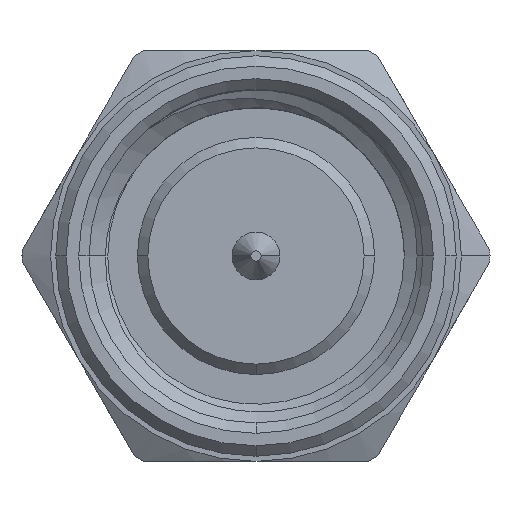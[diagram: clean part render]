
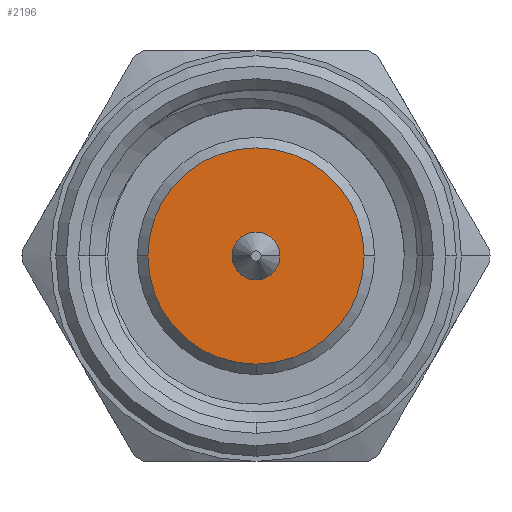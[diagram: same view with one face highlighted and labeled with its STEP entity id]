
A CAD part, left-side view. The second image highlights one B-rep face of the part: STEP entity #2196.
In plain terms, the highlighted planar face has unit normal (-1, 0, 0).
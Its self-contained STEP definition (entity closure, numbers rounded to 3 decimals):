
#285 = AXIS2_PLACEMENT_3D ( 'NONE', #4168, #6177, #5683 ) ;
#372 = DIRECTION ( 'NONE',  ( -1., 0., 0. ) ) ;
#491 = AXIS2_PLACEMENT_3D ( 'NONE', #1351, #1709, #757 ) ;
#716 = CARTESIAN_POINT ( 'NONE',  ( 3.15, 0., 0. ) ) ;
#757 = DIRECTION ( 'NONE',  ( 0., -1., 0. ) ) ;
#848 = VERTEX_POINT ( 'NONE', #3158 ) ;
#878 = ORIENTED_EDGE ( 'NONE', *, *, #2995, .F. ) ;
#1311 = CARTESIAN_POINT ( 'NONE',  ( 3.15, 0., 0. ) ) ;
#1326 = ORIENTED_EDGE ( 'NONE', *, *, #2267, .F. ) ;
#1351 = CARTESIAN_POINT ( 'NONE',  ( 3.15, 0., 0. ) ) ;
#1407 = VERTEX_POINT ( 'NONE', #2045 ) ;
#1542 = AXIS2_PLACEMENT_3D ( 'NONE', #1311, #4673, #3294 ) ;
#1647 = AXIS2_PLACEMENT_3D ( 'NONE', #4885, #372, #4396 ) ;
#1686 = EDGE_LOOP ( 'NONE', ( #1326, #3212 ) ) ;
#1709 = DIRECTION ( 'NONE',  ( 1., 0., 0. ) ) ;
#1724 = FACE_BOUND ( 'NONE', #1686, .T. ) ;
#1868 = DIRECTION ( 'NONE',  ( -1., 0., 0. ) ) ;
#1878 = CARTESIAN_POINT ( 'NONE',  ( 3.15, 0., -2.08 ) ) ;
#1999 = CIRCLE ( 'NONE', #6288, 0.46 ) ;
#2045 = CARTESIAN_POINT ( 'NONE',  ( 3.15, 0.46, 0. ) ) ;
#2142 = VERTEX_POINT ( 'NONE', #5152 ) ;
#2196 = ADVANCED_FACE ( 'NONE', ( #1724, #3712 ), #3183, .T. ) ;
#2267 = EDGE_CURVE ( 'NONE', #5464, #1407, #2783, .T. ) ;
#2285 = CARTESIAN_POINT ( 'NONE',  ( 3.15, 0., 0. ) ) ;
#2558 = EDGE_CURVE ( 'NONE', #2142, #6360, #2887, .T. ) ;
#2651 = DIRECTION ( 'NONE',  ( 0., -1., 0. ) ) ;
#2783 = CIRCLE ( 'NONE', #1647, 0.46 ) ;
#2887 = CIRCLE ( 'NONE', #491, 2.08 ) ;
#2995 = EDGE_CURVE ( 'NONE', #848, #2142, #4357, .T. ) ;
#3158 = CARTESIAN_POINT ( 'NONE',  ( 3.15, 2.08, 0. ) ) ;
#3183 = PLANE ( 'NONE',  #285 ) ;
#3212 = ORIENTED_EDGE ( 'NONE', *, *, #5271, .F. ) ;
#3294 = DIRECTION ( 'NONE',  ( 0., 1., 0. ) ) ;
#3566 = CIRCLE ( 'NONE', #5135, 2.08 ) ;
#3641 = CARTESIAN_POINT ( 'NONE',  ( 3.15, -0.46, 0. ) ) ;
#3712 = FACE_OUTER_BOUND ( 'NONE', #6059, .T. ) ;
#4168 = CARTESIAN_POINT ( 'NONE',  ( 3.15, 0., 0. ) ) ;
#4357 = CIRCLE ( 'NONE', #1542, 2.08 ) ;
#4396 = DIRECTION ( 'NONE',  ( 0., -1., 0. ) ) ;
#4673 = DIRECTION ( 'NONE',  ( 1., 0., 0. ) ) ;
#4768 = DIRECTION ( 'NONE',  ( 0., 1., 0. ) ) ;
#4885 = CARTESIAN_POINT ( 'NONE',  ( 3.15, 0., 0. ) ) ;
#4964 = EDGE_CURVE ( 'NONE', #6360, #848, #3566, .T. ) ;
#5096 = DIRECTION ( 'NONE',  ( 1., 0., 0. ) ) ;
#5135 = AXIS2_PLACEMENT_3D ( 'NONE', #716, #5096, #2651 ) ;
#5152 = CARTESIAN_POINT ( 'NONE',  ( 3.15, -2.08, 0. ) ) ;
#5271 = EDGE_CURVE ( 'NONE', #1407, #5464, #1999, .T. ) ;
#5464 = VERTEX_POINT ( 'NONE', #3641 ) ;
#5660 = ORIENTED_EDGE ( 'NONE', *, *, #2558, .F. ) ;
#5683 = DIRECTION ( 'NONE',  ( 0., 0., 1. ) ) ;
#5967 = ORIENTED_EDGE ( 'NONE', *, *, #4964, .F. ) ;
#6059 = EDGE_LOOP ( 'NONE', ( #5660, #878, #5967 ) ) ;
#6177 = DIRECTION ( 'NONE',  ( -1., 0., 0. ) ) ;
#6288 = AXIS2_PLACEMENT_3D ( 'NONE', #2285, #1868, #4768 ) ;
#6360 = VERTEX_POINT ( 'NONE', #1878 ) ;
